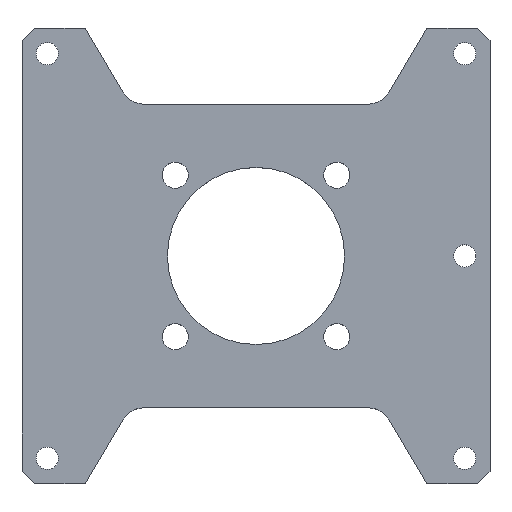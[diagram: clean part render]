
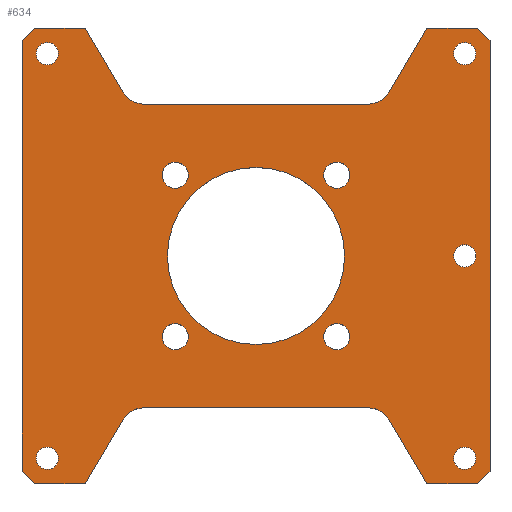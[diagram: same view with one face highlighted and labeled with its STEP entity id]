
A CAD part, top view. The second image highlights one B-rep face of the part: STEP entity #634.
In plain terms, the highlighted planar face has unit normal (0, 0, 1).
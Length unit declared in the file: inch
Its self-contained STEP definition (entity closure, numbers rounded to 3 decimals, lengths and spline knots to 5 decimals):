
#29=FACE_BOUND('',#111,.T.);
#30=FACE_BOUND('',#112,.T.);
#31=FACE_BOUND('',#113,.T.);
#32=FACE_BOUND('',#114,.T.);
#33=FACE_BOUND('',#115,.T.);
#34=FACE_BOUND('',#116,.T.);
#35=FACE_BOUND('',#117,.T.);
#36=FACE_BOUND('',#118,.T.);
#37=FACE_BOUND('',#119,.T.);
#38=FACE_BOUND('',#120,.T.);
#49=CIRCLE('',#687,0.25);
#50=CIRCLE('',#688,0.25);
#51=CIRCLE('',#689,0.25);
#52=CIRCLE('',#690,0.25);
#53=CIRCLE('',#691,0.1285);
#54=CIRCLE('',#692,0.1285);
#55=CIRCLE('',#693,0.1285);
#56=CIRCLE('',#694,0.1285);
#57=CIRCLE('',#695,0.875);
#58=CIRCLE('',#696,0.1105);
#59=CIRCLE('',#697,0.1105);
#60=CIRCLE('',#698,0.1105);
#61=CIRCLE('',#699,0.1105);
#62=CIRCLE('',#700,0.1105);
#78=FACE_OUTER_BOUND('',#110,.T.);
#110=EDGE_LOOP('',(#439,#440,#441,#442,#443,#444,#445,#446,#447,#448,#449,
#450,#451,#452,#453,#454,#455,#456,#457,#458));
#111=EDGE_LOOP('',(#459));
#112=EDGE_LOOP('',(#460));
#113=EDGE_LOOP('',(#461));
#114=EDGE_LOOP('',(#462));
#115=EDGE_LOOP('',(#463));
#116=EDGE_LOOP('',(#464));
#117=EDGE_LOOP('',(#465));
#118=EDGE_LOOP('',(#466));
#119=EDGE_LOOP('',(#467));
#120=EDGE_LOOP('',(#468));
#163=LINE('',#937,#225);
#165=LINE('',#941,#227);
#166=LINE('',#943,#228);
#167=LINE('',#945,#229);
#168=LINE('',#947,#230);
#169=LINE('',#951,#231);
#170=LINE('',#955,#232);
#171=LINE('',#957,#233);
#172=LINE('',#959,#234);
#173=LINE('',#961,#235);
#174=LINE('',#963,#236);
#175=LINE('',#965,#237);
#176=LINE('',#967,#238);
#177=LINE('',#971,#239);
#178=LINE('',#975,#240);
#179=LINE('',#976,#241);
#225=VECTOR('',#751,0.3937);
#227=VECTOR('',#755,0.3937);
#228=VECTOR('',#756,0.3937);
#229=VECTOR('',#757,0.3937);
#230=VECTOR('',#758,0.3937);
#231=VECTOR('',#761,0.3937);
#232=VECTOR('',#764,0.3937);
#233=VECTOR('',#765,0.3937);
#234=VECTOR('',#766,0.3937);
#235=VECTOR('',#767,0.3937);
#236=VECTOR('',#768,0.3937);
#237=VECTOR('',#769,0.3937);
#238=VECTOR('',#770,0.3937);
#239=VECTOR('',#773,0.3937);
#240=VECTOR('',#776,0.3937);
#241=VECTOR('',#777,0.3937);
#287=VERTEX_POINT('',#934);
#288=VERTEX_POINT('',#936);
#289=VERTEX_POINT('',#940);
#290=VERTEX_POINT('',#942);
#291=VERTEX_POINT('',#944);
#292=VERTEX_POINT('',#946);
#293=VERTEX_POINT('',#948);
#294=VERTEX_POINT('',#950);
#295=VERTEX_POINT('',#952);
#296=VERTEX_POINT('',#954);
#297=VERTEX_POINT('',#956);
#298=VERTEX_POINT('',#958);
#299=VERTEX_POINT('',#960);
#300=VERTEX_POINT('',#962);
#301=VERTEX_POINT('',#964);
#302=VERTEX_POINT('',#966);
#303=VERTEX_POINT('',#968);
#304=VERTEX_POINT('',#970);
#305=VERTEX_POINT('',#972);
#306=VERTEX_POINT('',#974);
#307=VERTEX_POINT('',#977);
#308=VERTEX_POINT('',#979);
#309=VERTEX_POINT('',#981);
#310=VERTEX_POINT('',#983);
#311=VERTEX_POINT('',#985);
#312=VERTEX_POINT('',#987);
#313=VERTEX_POINT('',#989);
#314=VERTEX_POINT('',#991);
#315=VERTEX_POINT('',#993);
#316=VERTEX_POINT('',#995);
#347=EDGE_CURVE('',#287,#288,#163,.T.);
#349=EDGE_CURVE('',#289,#287,#165,.T.);
#350=EDGE_CURVE('',#290,#289,#166,.T.);
#351=EDGE_CURVE('',#291,#290,#167,.T.);
#352=EDGE_CURVE('',#291,#292,#168,.T.);
#353=EDGE_CURVE('',#292,#293,#49,.T.);
#354=EDGE_CURVE('',#293,#294,#169,.T.);
#355=EDGE_CURVE('',#294,#295,#50,.T.);
#356=EDGE_CURVE('',#295,#296,#170,.T.);
#357=EDGE_CURVE('',#297,#296,#171,.T.);
#358=EDGE_CURVE('',#298,#297,#172,.T.);
#359=EDGE_CURVE('',#299,#298,#173,.T.);
#360=EDGE_CURVE('',#300,#299,#174,.T.);
#361=EDGE_CURVE('',#301,#300,#175,.T.);
#362=EDGE_CURVE('',#301,#302,#176,.T.);
#363=EDGE_CURVE('',#302,#303,#51,.T.);
#364=EDGE_CURVE('',#303,#304,#177,.T.);
#365=EDGE_CURVE('',#304,#305,#52,.T.);
#366=EDGE_CURVE('',#305,#306,#178,.T.);
#367=EDGE_CURVE('',#288,#306,#179,.T.);
#368=EDGE_CURVE('',#307,#307,#53,.T.);
#369=EDGE_CURVE('',#308,#308,#54,.T.);
#370=EDGE_CURVE('',#309,#309,#55,.T.);
#371=EDGE_CURVE('',#310,#310,#56,.T.);
#372=EDGE_CURVE('',#311,#311,#57,.T.);
#373=EDGE_CURVE('',#312,#312,#58,.T.);
#374=EDGE_CURVE('',#313,#313,#59,.T.);
#375=EDGE_CURVE('',#314,#314,#60,.T.);
#376=EDGE_CURVE('',#315,#315,#61,.T.);
#377=EDGE_CURVE('',#316,#316,#62,.T.);
#439=ORIENTED_EDGE('',*,*,#347,.F.);
#440=ORIENTED_EDGE('',*,*,#349,.F.);
#441=ORIENTED_EDGE('',*,*,#350,.F.);
#442=ORIENTED_EDGE('',*,*,#351,.F.);
#443=ORIENTED_EDGE('',*,*,#352,.T.);
#444=ORIENTED_EDGE('',*,*,#353,.T.);
#445=ORIENTED_EDGE('',*,*,#354,.T.);
#446=ORIENTED_EDGE('',*,*,#355,.T.);
#447=ORIENTED_EDGE('',*,*,#356,.T.);
#448=ORIENTED_EDGE('',*,*,#357,.F.);
#449=ORIENTED_EDGE('',*,*,#358,.F.);
#450=ORIENTED_EDGE('',*,*,#359,.F.);
#451=ORIENTED_EDGE('',*,*,#360,.F.);
#452=ORIENTED_EDGE('',*,*,#361,.F.);
#453=ORIENTED_EDGE('',*,*,#362,.T.);
#454=ORIENTED_EDGE('',*,*,#363,.T.);
#455=ORIENTED_EDGE('',*,*,#364,.T.);
#456=ORIENTED_EDGE('',*,*,#365,.T.);
#457=ORIENTED_EDGE('',*,*,#366,.T.);
#458=ORIENTED_EDGE('',*,*,#367,.F.);
#459=ORIENTED_EDGE('',*,*,#368,.T.);
#460=ORIENTED_EDGE('',*,*,#369,.T.);
#461=ORIENTED_EDGE('',*,*,#370,.T.);
#462=ORIENTED_EDGE('',*,*,#371,.T.);
#463=ORIENTED_EDGE('',*,*,#372,.T.);
#464=ORIENTED_EDGE('',*,*,#373,.T.);
#465=ORIENTED_EDGE('',*,*,#374,.T.);
#466=ORIENTED_EDGE('',*,*,#375,.T.);
#467=ORIENTED_EDGE('',*,*,#376,.T.);
#468=ORIENTED_EDGE('',*,*,#377,.T.);
#616=PLANE('',#686);
#634=ADVANCED_FACE('',(#78,#29,#30,#31,#32,#33,#34,#35,#36,#37,#38),#616,
 .T.);
#686=AXIS2_PLACEMENT_3D('',#939,#753,#754);
#687=AXIS2_PLACEMENT_3D('',#949,#759,#760);
#688=AXIS2_PLACEMENT_3D('',#953,#762,#763);
#689=AXIS2_PLACEMENT_3D('',#969,#771,#772);
#690=AXIS2_PLACEMENT_3D('',#973,#774,#775);
#691=AXIS2_PLACEMENT_3D('',#978,#778,#779);
#692=AXIS2_PLACEMENT_3D('',#980,#780,#781);
#693=AXIS2_PLACEMENT_3D('',#982,#782,#783);
#694=AXIS2_PLACEMENT_3D('',#984,#784,#785);
#695=AXIS2_PLACEMENT_3D('',#986,#786,#787);
#696=AXIS2_PLACEMENT_3D('',#988,#788,#789);
#697=AXIS2_PLACEMENT_3D('',#990,#790,#791);
#698=AXIS2_PLACEMENT_3D('',#992,#792,#793);
#699=AXIS2_PLACEMENT_3D('',#994,#794,#795);
#700=AXIS2_PLACEMENT_3D('',#996,#796,#797);
#751=DIRECTION('',(-0.707,-0.707,0.));
#753=DIRECTION('center_axis',(0.,0.,1.));
#754=DIRECTION('ref_axis',(1.,0.,0.));
#755=DIRECTION('',(0.,-1.,0.));
#756=DIRECTION('',(0.707,-0.707,0.));
#757=DIRECTION('',(1.,0.,0.));
#758=DIRECTION('',(-0.508,-0.861,0.));
#759=DIRECTION('center_axis',(0.,0.,-1.));
#760=DIRECTION('ref_axis',(0.,-1.,0.));
#761=DIRECTION('',(-1.,0.,0.));
#762=DIRECTION('center_axis',(0.,0.,-1.));
#763=DIRECTION('ref_axis',(-0.861,-0.508,0.));
#764=DIRECTION('',(-0.508,0.861,0.));
#765=DIRECTION('',(1.,0.,0.));
#766=DIRECTION('',(0.707,0.707,0.));
#767=DIRECTION('',(0.,1.,0.));
#768=DIRECTION('',(-0.707,0.707,0.));
#769=DIRECTION('',(-1.,0.,0.));
#770=DIRECTION('',(0.508,0.861,0.));
#771=DIRECTION('center_axis',(0.,0.,-1.));
#772=DIRECTION('ref_axis',(0.,-1.,0.));
#773=DIRECTION('',(1.,0.,0.));
#774=DIRECTION('center_axis',(0.,0.,-1.));
#775=DIRECTION('ref_axis',(-0.861,-0.508,0.));
#776=DIRECTION('',(0.508,-0.861,0.));
#777=DIRECTION('',(-1.,0.,0.));
#778=DIRECTION('center_axis',(0.,0.,-1.));
#779=DIRECTION('ref_axis',(1.,0.,0.));
#780=DIRECTION('center_axis',(0.,0.,-1.));
#781=DIRECTION('ref_axis',(1.,0.,0.));
#782=DIRECTION('center_axis',(0.,0.,-1.));
#783=DIRECTION('ref_axis',(1.,0.,0.));
#784=DIRECTION('center_axis',(0.,0.,-1.));
#785=DIRECTION('ref_axis',(1.,0.,0.));
#786=DIRECTION('center_axis',(0.,0.,-1.));
#787=DIRECTION('ref_axis',(-1.,0.,0.));
#788=DIRECTION('center_axis',(0.,0.,-1.));
#789=DIRECTION('ref_axis',(1.,0.,0.));
#790=DIRECTION('center_axis',(0.,0.,-1.));
#791=DIRECTION('ref_axis',(1.,0.,0.));
#792=DIRECTION('center_axis',(0.,0.,-1.));
#793=DIRECTION('ref_axis',(1.,0.,0.));
#794=DIRECTION('center_axis',(0.,0.,-1.));
#795=DIRECTION('ref_axis',(1.,0.,0.));
#796=DIRECTION('center_axis',(0.,0.,-1.));
#797=DIRECTION('ref_axis',(1.,0.,0.));
#934=CARTESIAN_POINT('',(2.3125,-2.125,0.125));
#936=CARTESIAN_POINT('',(2.1875,-2.25,0.125));
#937=CARTESIAN_POINT('',(2.23438,-2.20313,0.125));
#939=CARTESIAN_POINT('Origin',(0.,0.,0.125));
#940=CARTESIAN_POINT('',(2.3125,2.125,0.125));
#941=CARTESIAN_POINT('',(2.3125,2.25,0.125));
#942=CARTESIAN_POINT('',(2.1875,2.25,0.125));
#943=CARTESIAN_POINT('',(2.23438,2.20313,0.125));
#944=CARTESIAN_POINT('',(1.6875,2.25,0.125));
#945=CARTESIAN_POINT('',(-2.3125,2.25,0.125));
#946=CARTESIAN_POINT('',(1.31786,1.62303,0.125));
#947=CARTESIAN_POINT('',(0.79286,0.73255,0.125));
#948=CARTESIAN_POINT('',(1.1025,1.5,0.125));
#949=CARTESIAN_POINT('Origin',(1.1025,1.75,0.125));
#950=CARTESIAN_POINT('',(-1.1025,1.5,0.125));
#951=CARTESIAN_POINT('',(-0.55125,1.5,0.125));
#952=CARTESIAN_POINT('',(-1.31786,1.62303,0.125));
#953=CARTESIAN_POINT('Origin',(-1.1025,1.75,0.125));
#954=CARTESIAN_POINT('',(-1.6875,2.25,0.125));
#955=CARTESIAN_POINT('',(-0.97768,1.04604,0.125));
#956=CARTESIAN_POINT('',(-2.1875,2.25,0.125));
#957=CARTESIAN_POINT('',(-2.3125,2.25,0.125));
#958=CARTESIAN_POINT('',(-2.3125,2.125,0.125));
#959=CARTESIAN_POINT('',(-2.23438,2.20313,0.125));
#960=CARTESIAN_POINT('',(-2.3125,-2.125,0.125));
#961=CARTESIAN_POINT('',(-2.3125,-2.25,0.125));
#962=CARTESIAN_POINT('',(-2.1875,-2.25,0.125));
#963=CARTESIAN_POINT('',(-2.23438,-2.20313,0.125));
#964=CARTESIAN_POINT('',(-1.6875,-2.25,0.125));
#965=CARTESIAN_POINT('',(2.3125,-2.25,0.125));
#966=CARTESIAN_POINT('',(-1.31786,-1.62303,0.125));
#967=CARTESIAN_POINT('',(-0.79286,-0.73255,0.125));
#968=CARTESIAN_POINT('',(-1.1025,-1.5,0.125));
#969=CARTESIAN_POINT('Origin',(-1.1025,-1.75,0.125));
#970=CARTESIAN_POINT('',(1.1025,-1.5,0.125));
#971=CARTESIAN_POINT('',(0.55125,-1.5,0.125));
#972=CARTESIAN_POINT('',(1.31786,-1.62303,0.125));
#973=CARTESIAN_POINT('Origin',(1.1025,-1.75,0.125));
#974=CARTESIAN_POINT('',(1.6875,-2.25,0.125));
#975=CARTESIAN_POINT('',(0.97768,-1.04604,0.125));
#976=CARTESIAN_POINT('',(2.3125,-2.25,0.125));
#977=CARTESIAN_POINT('',(-0.92647,0.79797,0.125));
#978=CARTESIAN_POINT('Origin',(-0.79797,0.79797,0.125));
#979=CARTESIAN_POINT('',(0.66947,0.79797,0.125));
#980=CARTESIAN_POINT('Origin',(0.79797,0.79797,0.125));
#981=CARTESIAN_POINT('',(0.66947,-0.79797,0.125));
#982=CARTESIAN_POINT('Origin',(0.79797,-0.79797,0.125));
#983=CARTESIAN_POINT('',(-0.92647,-0.79797,0.125));
#984=CARTESIAN_POINT('Origin',(-0.79797,-0.79797,0.125));
#985=CARTESIAN_POINT('',(0.875,0.,0.125));
#986=CARTESIAN_POINT('Origin',(0.,0.,0.125));
#987=CARTESIAN_POINT('',(1.952,-2.,0.125));
#988=CARTESIAN_POINT('Origin',(2.0625,-2.,0.125));
#989=CARTESIAN_POINT('',(1.952,2.,0.125));
#990=CARTESIAN_POINT('Origin',(2.0625,2.,0.125));
#991=CARTESIAN_POINT('',(-2.173,2.,0.125));
#992=CARTESIAN_POINT('Origin',(-2.0625,2.,0.125));
#993=CARTESIAN_POINT('',(1.952,0.,0.125));
#994=CARTESIAN_POINT('Origin',(2.0625,0.,0.125));
#995=CARTESIAN_POINT('',(-2.173,-2.,0.125));
#996=CARTESIAN_POINT('Origin',(-2.0625,-2.,0.125));
